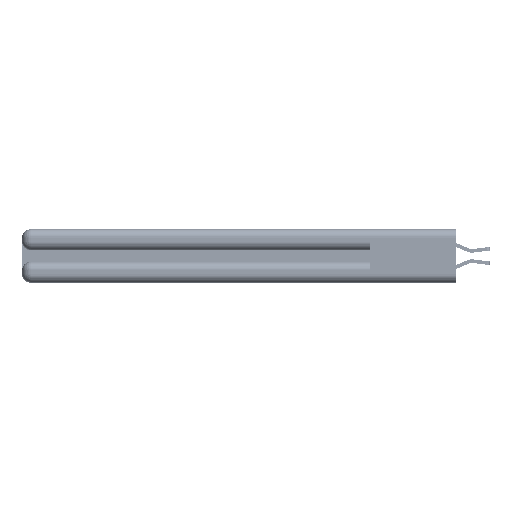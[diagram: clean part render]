
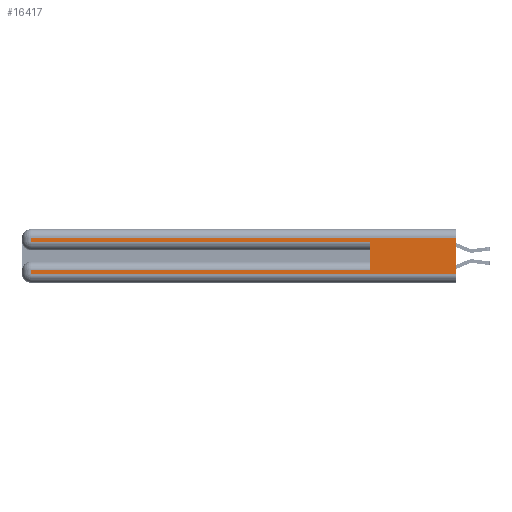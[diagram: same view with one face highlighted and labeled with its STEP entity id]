
A CAD part, left-side view. The second image highlights one B-rep face of the part: STEP entity #16417.
In plain terms, the highlighted planar face has unit normal (-1, 0, 0).
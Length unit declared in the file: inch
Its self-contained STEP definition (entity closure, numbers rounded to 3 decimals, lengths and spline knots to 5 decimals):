
#249 = LINE ( 'NONE', #1874, #8773 ) ;
#1173 = CARTESIAN_POINT ( 'NONE',  ( 0., 0.6, 0.085 ) ) ;
#1506 = CARTESIAN_POINT ( 'NONE',  ( 0., 0., 0.06 ) ) ;
#1533 = EDGE_CURVE ( 'NONE', #25739, #42492, #26846, .T. ) ;
#1874 = CARTESIAN_POINT ( 'NONE',  ( 0., 0., 0.31 ) ) ;
#2578 = CARTESIAN_POINT ( 'NONE',  ( 0., 2.94, 0.37 ) ) ;
#3100 = LINE ( 'NONE', #21022, #24477 ) ;
#3545 = ORIENTED_EDGE ( 'NONE', *, *, #39000, .F. ) ;
#4049 = LINE ( 'NONE', #2578, #25486 ) ;
#5174 = DIRECTION ( 'NONE',  ( 0., 0., 1. ) ) ;
#5268 = EDGE_CURVE ( 'NONE', #33556, #25739, #4049, .T. ) ;
#5951 = ORIENTED_EDGE ( 'NONE', *, *, #21961, .T. ) ;
#7553 = VERTEX_POINT ( 'NONE', #28001 ) ;
#8085 = EDGE_CURVE ( 'NONE', #40940, #11463, #19583, .T. ) ;
#8302 = ORIENTED_EDGE ( 'NONE', *, *, #29004, .F. ) ;
#8702 = CARTESIAN_POINT ( 'NONE',  ( 0., 0., 0.285 ) ) ;
#8773 = VECTOR ( 'NONE', #36402, 39.37008 ) ;
#9142 = DIRECTION ( 'NONE',  ( 1., 0., 0. ) ) ;
#9254 = EDGE_CURVE ( 'NONE', #15978, #7553, #249, .T. ) ;
#10094 = DIRECTION ( 'NONE',  ( 0., -1., 0. ) ) ;
#10210 = VECTOR ( 'NONE', #10094, 39.37008 ) ;
#11463 = VERTEX_POINT ( 'NONE', #25643 ) ;
#13367 = VECTOR ( 'NONE', #43136, 39.37008 ) ;
#13443 = DIRECTION ( 'NONE',  ( 0., 0., -1. ) ) ;
#13894 = CARTESIAN_POINT ( 'NONE',  ( 0., 2.94, 0.06 ) ) ;
#13952 = VECTOR ( 'NONE', #26770, 39.37008 ) ;
#15048 = LINE ( 'NONE', #40586, #13952 ) ;
#15682 = CARTESIAN_POINT ( 'NONE',  ( 0., 0., 0.06 ) ) ;
#15750 = ORIENTED_EDGE ( 'NONE', *, *, #5268, .T. ) ;
#15978 = VERTEX_POINT ( 'NONE', #36888 ) ;
#16417 = ADVANCED_FACE ( 'NONE', ( #38100 ), #36381, .F. ) ;
#17619 = LINE ( 'NONE', #19124, #13367 ) ;
#19124 = CARTESIAN_POINT ( 'NONE',  ( 0., 0., 0.085 ) ) ;
#19583 = LINE ( 'NONE', #8702, #27599 ) ;
#21022 = CARTESIAN_POINT ( 'NONE',  ( 0., 2.94, 0.37 ) ) ;
#21961 = EDGE_CURVE ( 'NONE', #37912, #33556, #17619, .T. ) ;
#22691 = CARTESIAN_POINT ( 'NONE',  ( 0., 0.6, 0.145 ) ) ;
#22996 = VECTOR ( 'NONE', #5174, 39.37008 ) ;
#23173 = EDGE_CURVE ( 'NONE', #7553, #40940, #3100, .T. ) ;
#24441 = DIRECTION ( 'NONE',  ( 0., 0., -1. ) ) ;
#24477 = VECTOR ( 'NONE', #24441, 39.37008 ) ;
#25486 = VECTOR ( 'NONE', #43793, 39.37008 ) ;
#25643 = CARTESIAN_POINT ( 'NONE',  ( 0., 0.6, 0.285 ) ) ;
#25739 = VERTEX_POINT ( 'NONE', #13894 ) ;
#26532 = EDGE_LOOP ( 'NONE', ( #3545, #35160, #38868, #40367, #8302, #5951, #15750, #28993 ) ) ;
#26770 = DIRECTION ( 'NONE',  ( 0., 0., -1. ) ) ;
#26846 = LINE ( 'NONE', #1506, #10210 ) ;
#27599 = VECTOR ( 'NONE', #39888, 39.37008 ) ;
#28001 = CARTESIAN_POINT ( 'NONE',  ( 0., 2.94, 0.31 ) ) ;
#28386 = CARTESIAN_POINT ( 'NONE',  ( 0., 2.94, 0.085 ) ) ;
#28872 = LINE ( 'NONE', #22691, #22996 ) ;
#28993 = ORIENTED_EDGE ( 'NONE', *, *, #1533, .T. ) ;
#29004 = EDGE_CURVE ( 'NONE', #37912, #11463, #28872, .T. ) ;
#33556 = VERTEX_POINT ( 'NONE', #28386 ) ;
#34509 = AXIS2_PLACEMENT_3D ( 'NONE', #43193, #9142, #13443 ) ;
#35160 = ORIENTED_EDGE ( 'NONE', *, *, #9254, .T. ) ;
#36381 = PLANE ( 'NONE',  #34509 ) ;
#36402 = DIRECTION ( 'NONE',  ( 0., 1., 0. ) ) ;
#36888 = CARTESIAN_POINT ( 'NONE',  ( 0., 0., 0.31 ) ) ;
#37602 = CARTESIAN_POINT ( 'NONE',  ( 0., 2.94, 0.285 ) ) ;
#37912 = VERTEX_POINT ( 'NONE', #1173 ) ;
#38100 = FACE_OUTER_BOUND ( 'NONE', #26532, .T. ) ;
#38868 = ORIENTED_EDGE ( 'NONE', *, *, #23173, .T. ) ;
#39000 = EDGE_CURVE ( 'NONE', #15978, #42492, #15048, .T. ) ;
#39888 = DIRECTION ( 'NONE',  ( 0., -1., 0. ) ) ;
#40367 = ORIENTED_EDGE ( 'NONE', *, *, #8085, .T. ) ;
#40586 = CARTESIAN_POINT ( 'NONE',  ( 0., 0., 0.37 ) ) ;
#40940 = VERTEX_POINT ( 'NONE', #37602 ) ;
#42492 = VERTEX_POINT ( 'NONE', #15682 ) ;
#43136 = DIRECTION ( 'NONE',  ( 0., 1., 0. ) ) ;
#43193 = CARTESIAN_POINT ( 'NONE',  ( 0., 0., 0.37 ) ) ;
#43793 = DIRECTION ( 'NONE',  ( 0., 0., -1. ) ) ;
